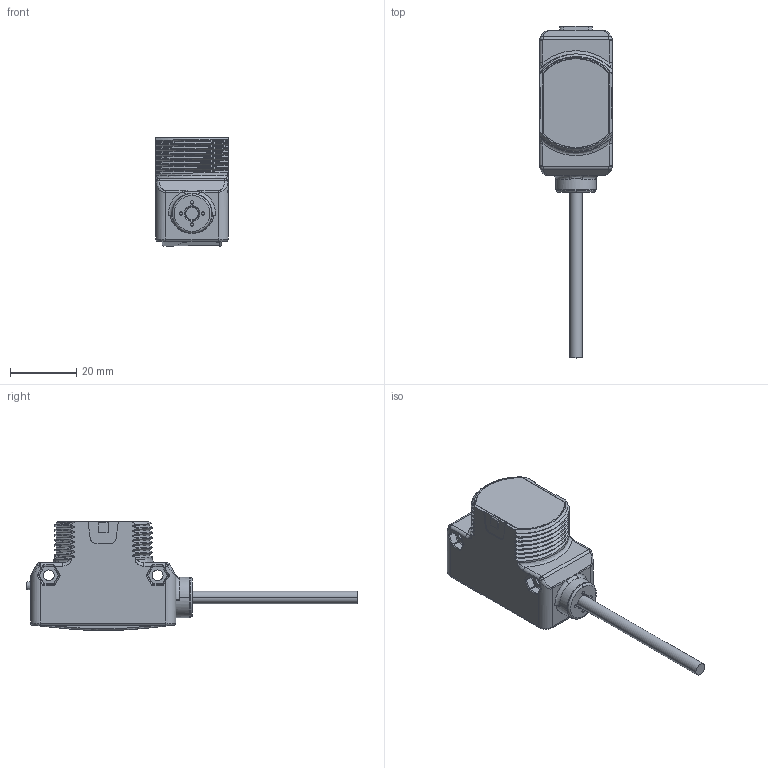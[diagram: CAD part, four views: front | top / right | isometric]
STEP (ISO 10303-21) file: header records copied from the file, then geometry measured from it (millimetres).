
FILE_DESCRIPTION((''),'2;1');
FILE_NAME('140584_SW','2008-06-02T',('banengservice'),('BANNER ENGINEERING'),'PRO/ENGINEER BY PARAMETRIC TECHNOLOGY CORPORATION, 2006170','PRO/ENGINEER BY PARAMETRIC TECHNOLOGY CORPORATION, 2006170','');
FILE_SCHEMA(('CONFIG_CONTROL_DESIGN'));
Length unit declared in the file: inch
Products named in the file (1): 140584_SW
Bounding box: 22 x 100.58 x 33 mm (x, y, z)
Volume: 11721 mm3; surface area: 14277.5 mm2
Topology: 2 solids, 2 shells, 812 faces, 2045 edges, 1251 vertices
Faces by surface type: cylinder 304, plane 232, bspline 140, torus 57, cone 43, sphere 32, extrusion 4
Entity records: 35157 total; most frequent: CARTESIAN_POINT 16875, ORIENTED_EDGE 4086, DIRECTION 3429, EDGE_CURVE 2043, AXIS2_PLACEMENT_3D 1279, VERTEX_POINT 1251, VECTOR 871, LINE 867
